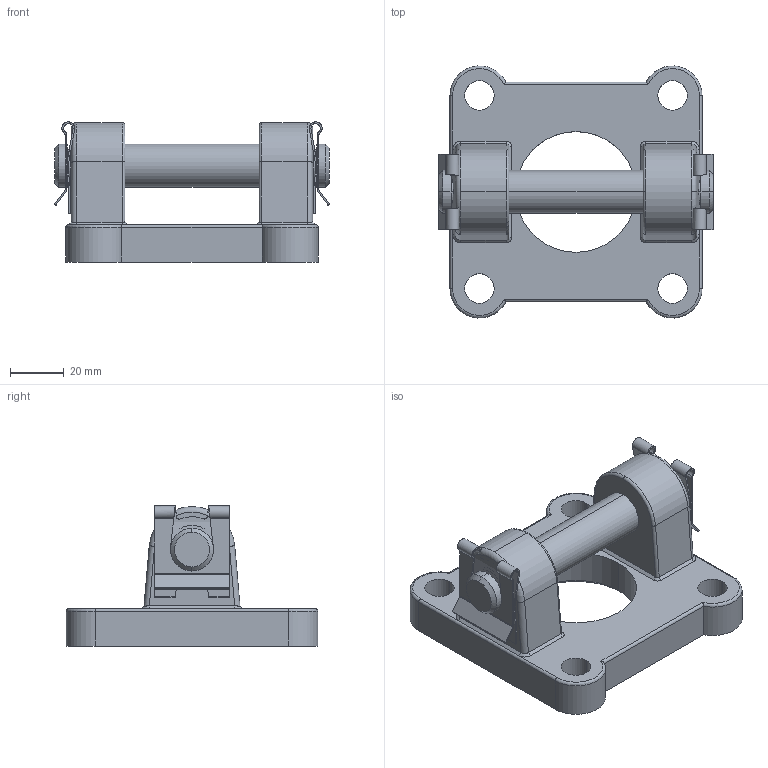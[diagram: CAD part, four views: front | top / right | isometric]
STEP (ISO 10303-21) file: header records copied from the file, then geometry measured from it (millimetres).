
FILE_DESCRIPTION (( 'STEP AP214' ), '1' );
FILE_NAME ('80 EB-SF.STEP', '2010-08-09T10:46:56', ( '' ), ( '' ), 'SwSTEP 2.0', 'SolidWorks 2010', '' );
FILE_SCHEMA (( 'AUTOMOTIVE_DESIGN' ));
Length unit declared in the file: millimetre
Products named in the file (4): 80  SWIVEL  FLANGE; 80  EB  P軲輄Varsay齦an; 80  KLÝPS; 80 EB-SF
Assembly tree (4 placements, depth 2):
  80 EB-SF
    80  KLÝPS  x2
    80  EB  P軲輄Varsay齦an
    80  SWIVEL  FLANGE
Bounding box: 102.5 x 93.96 x 52.3 mm (x, y, z)
Volume: 144312.8 mm3; surface area: 39703.5 mm2
Topology: 4 solids, 4 shells, 231 faces, 623 edges, 400 vertices
Faces by surface type: plane 106, cylinder 97, cone 10, torus 10, bspline 8
Entity records: 5367 total; most frequent: CARTESIAN_POINT 1227, ORIENTED_EDGE 850, DIRECTION 825, EDGE_CURVE 425, AXIS2_PLACEMENT_3D 298, VERTEX_POINT 268, VECTOR 229, LINE 229
